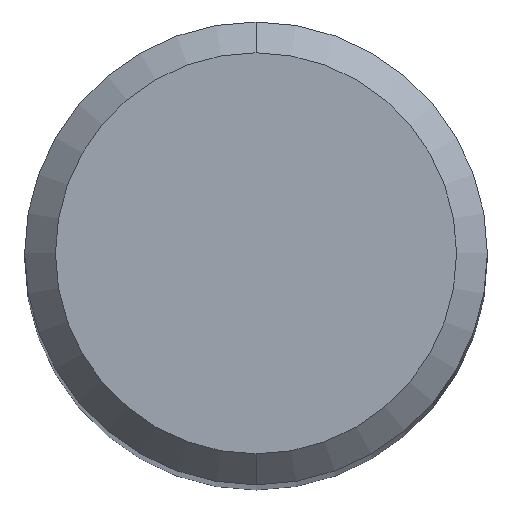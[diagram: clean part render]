
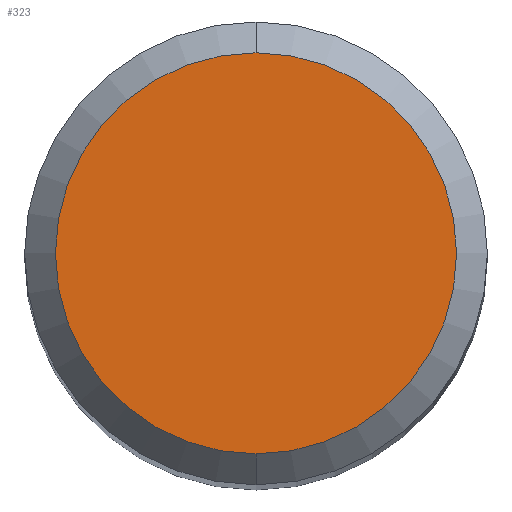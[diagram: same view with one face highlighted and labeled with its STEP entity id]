
A CAD part, top view. The second image highlights one B-rep face of the part: STEP entity #323.
In plain terms, the highlighted planar face has unit normal (0, 0, 1).
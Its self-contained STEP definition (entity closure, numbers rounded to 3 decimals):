
#207=EDGE_CURVE('',#411,#211,#562,.T.);
#211=VERTEX_POINT('',#566);
#273=EDGE_CURVE('',#211,#411,#637,.T.);
#323=ADVANCED_FACE('',(#690),#691,.T.);
#411=VERTEX_POINT('',#790);
#562=CIRCLE('',#952,2.6);
#566=CARTESIAN_POINT('',(0.,-2.6,0.0));
#637=CIRCLE('',#1074,2.6);
#690=FACE_OUTER_BOUND('',#1174,.T.);
#691=PLANE('',#1175);
#790=CARTESIAN_POINT('',(0.0,2.6,0.0));
#952=AXIS2_PLACEMENT_3D('',#1648,#1649,#1650);
#1074=AXIS2_PLACEMENT_3D('',#1745,#1746,#1747);
#1174=EDGE_LOOP('',(#1806,#1807));
#1175=AXIS2_PLACEMENT_3D('',#1808,#1809,#1810);
#1648=CARTESIAN_POINT('',(0.0,0.0,0.0));
#1649=DIRECTION('',(0.0,0.0,-1.0));
#1650=DIRECTION('',(0.0,1.0,0.0));
#1745=CARTESIAN_POINT('',(0.0,0.0,0.0));
#1746=DIRECTION('',(0.0,0.0,-1.0));
#1747=DIRECTION('',(0.0,1.0,0.0));
#1806=ORIENTED_EDGE('',*,*,#207,.F.);
#1807=ORIENTED_EDGE('',*,*,#273,.F.);
#1808=CARTESIAN_POINT('',(0.0,1.3,0.0));
#1809=DIRECTION('',(-0.0,0.0,1.0));
#1810=DIRECTION('',(0.0,-1.0,0.0));
